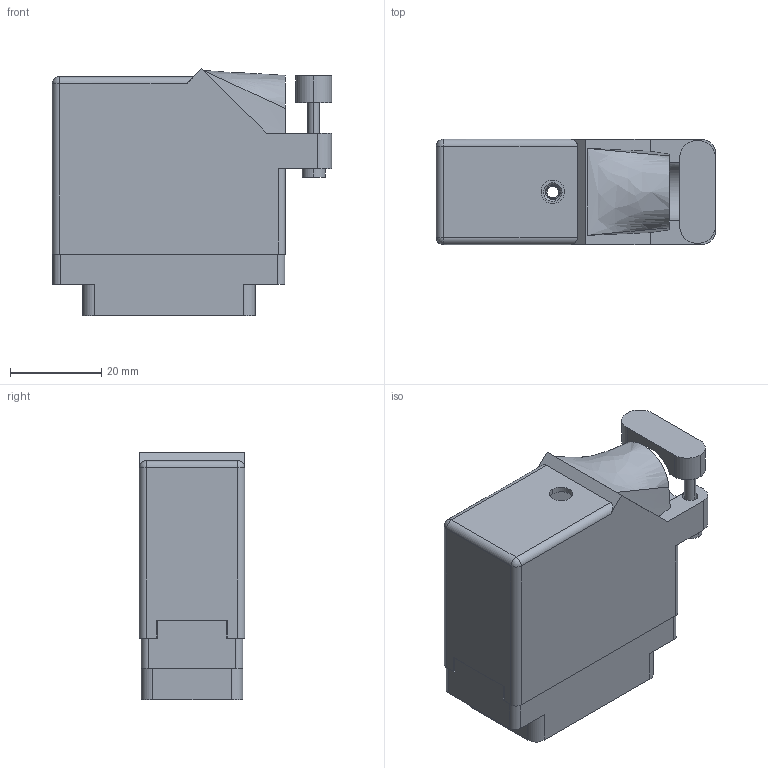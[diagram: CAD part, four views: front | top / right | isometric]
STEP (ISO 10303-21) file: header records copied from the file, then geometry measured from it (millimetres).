
FILE_DESCRIPTION (( 'STEP AP203' ), '1' );
FILE_NAME ('519-036-501-326.STEP', '2020-09-09T15:52:16', ( '' ), ( '' ), 'SwSTEP 2.0', 'SolidWorks 2020', '' );
FILE_SCHEMA (( 'CONFIG_CONTROL_DESIGN' ));
Length unit declared in the file: inch
Products named in the file (5): 516-252-035-100_516-252-035-100; 519 Plug Insulator_036; 516-230-001_Plastic - 038 Side Entry; 519-036-501-326; 516-292-001_501 Contact
Assembly tree (39 placements, depth 2):
  519-036-501-326
    519 Plug Insulator_036
    516-292-001_501 Contact  x36
    516-252-035-100_516-252-035-100
    516-230-001_Plastic - 038 Side Entry
Bounding box: 61.21 x 23.11 x 54.12 mm (x, y, z)
Volume: 21136 mm3; surface area: 32532.7 mm2
Topology: 39 solids, 39 shells, 3571 faces, 10321 edges, 6850 vertices
Faces by surface type: plane 2139, cylinder 1193, bspline 225, cone 12, sphere 2
Entity records: 38948 total; most frequent: CARTESIAN_POINT 8976, ORIENTED_EDGE 6078, DIRECTION 5866, EDGE_CURVE 3039, VECTOR 2192, LINE 2192, VERTEX_POINT 2020, AXIS2_PLACEMENT_3D 1837
